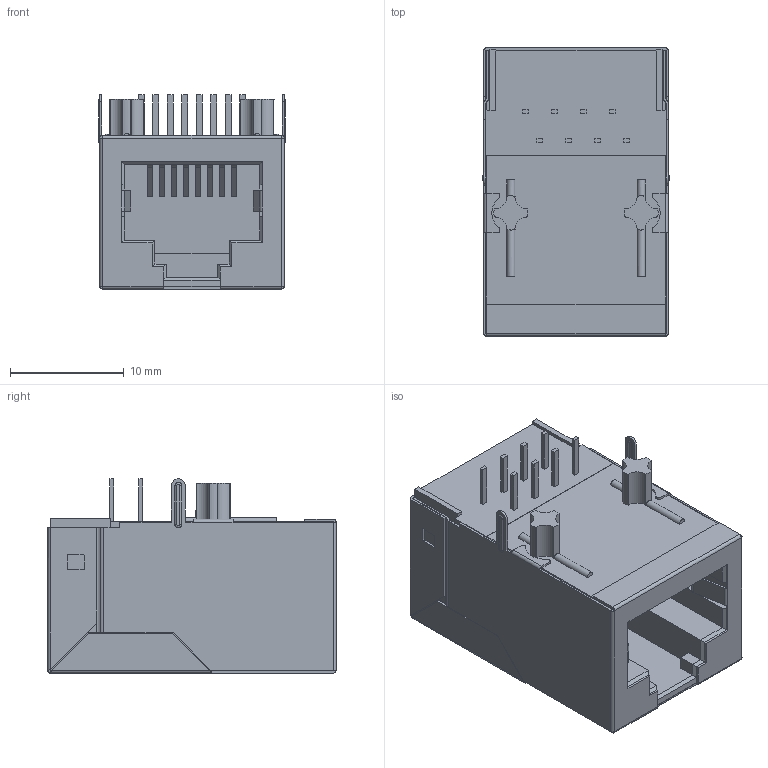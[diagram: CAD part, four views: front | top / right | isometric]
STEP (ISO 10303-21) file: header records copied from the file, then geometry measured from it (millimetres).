
FILE_DESCRIPTION( ( 'Unknown' ), '1' );
FILE_NAME( '7499010001A.stp', 'Unknown', ( 'Unknown' ), ( 'Unknown' ), 'PSStep 17.0.49', 'Unknown', ' ' );
FILE_SCHEMA( ( 'AUTOMOTIVE_DESIGN { 1 0 10303 214 1 1 1 1 }' ) );
Length unit declared in the file: millimetre
Products named in the file (4): Assem1; Shielding; Insulator; Insulator_2
Assembly tree (3 placements, depth 2):
  Assem1
    Shielding
    Insulator
    Insulator_2
Bounding box: 16.4 x 25.3 x 17.05 mm (x, y, z)
Volume: 4012.6 mm3; surface area: 7323 mm2
Topology: 3 solids, 3 shells, 551 faces, 1448 edges, 922 vertices
Faces by surface type: plane 386, cylinder 129, extrusion 14, bspline 14, torus 4, sphere 4
Entity records: 21686 total; most frequent: CARTESIAN_POINT 3771, ORIENTED_EDGE 2888, DIRECTION 2616, EDGE_CURVE 1444, VECTOR 1038, LINE 1024, VERTEX_POINT 922, AXIS2_PLACEMENT_3D 789
